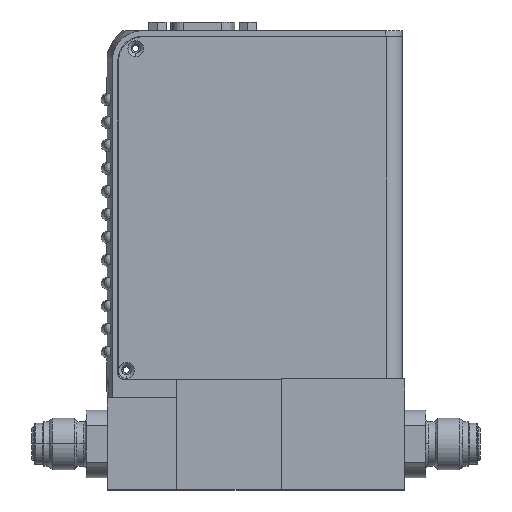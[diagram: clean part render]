
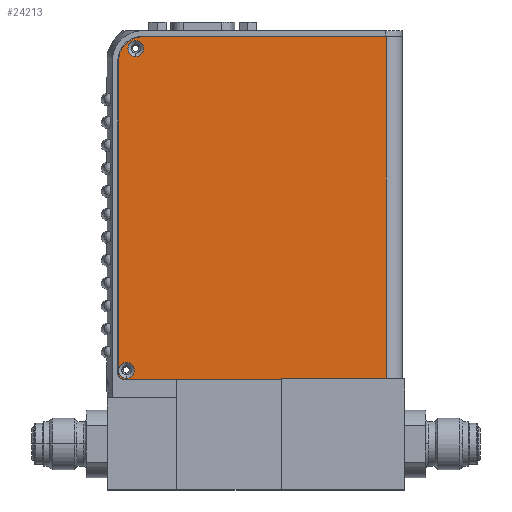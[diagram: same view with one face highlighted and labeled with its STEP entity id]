
A CAD part, top view. The second image highlights one B-rep face of the part: STEP entity #24213.
In plain terms, the highlighted planar face has unit normal (0, 0, 1).
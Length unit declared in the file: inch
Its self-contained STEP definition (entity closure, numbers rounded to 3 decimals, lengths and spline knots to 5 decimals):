
#3934 = CARTESIAN_POINT ( 'NONE',  ( -2.13195, 0.55026, 0.4454 ) ) ;
#3945 = CARTESIAN_POINT ( 'NONE',  ( -2.15695, 0.36626, 0.4454 ) ) ;
#3969 = CARTESIAN_POINT ( 'NONE',  ( -2.21995, 3.82726, 0.4454 ) ) ;
#3977 = CARTESIAN_POINT ( 'NONE',  ( -1.94995, 4.09726, 0.4454 ) ) ;
#4000 = CARTESIAN_POINT ( 'NONE',  ( 0.69905, 4.09726, 0.4454 ) ) ;
#4038 = CARTESIAN_POINT ( 'NONE',  ( 0.69905, 0.36626, 0.4454 ) ) ;
#4044 = CARTESIAN_POINT ( 'NONE',  ( -2.02995, 4.05426, 0.4454 ) ) ;
#4049 = CARTESIAN_POINT ( 'NONE',  ( -2.21995, 0.42926, 0.4454 ) ) ;
#4053 = CARTESIAN_POINT ( 'NONE',  ( -2.13195, 0.37826, 0.4454 ) ) ;
#4062 = CARTESIAN_POINT ( 'NONE',  ( -2.02995, 3.88226, 0.4454 ) ) ;
#6939 = LINE ( 'NONE', #8114, #6941 ) ;
#6941 = VECTOR ( 'NONE', #8121, 39.37008 ) ;
#6969 = CIRCLE ( 'NONE', #23332, 0.086 ) ;
#6974 = CIRCLE ( 'NONE', #23334, 0.086 ) ;
#8114 = CARTESIAN_POINT ( 'NONE',  ( 0.69905, 4.09726, 0.4454 ) ) ;
#8121 = DIRECTION ( 'NONE',  ( 0., -1., 0. ) ) ;
#8192 = CARTESIAN_POINT ( 'NONE',  ( -2.13195, 0.46426, 0.4454 ) ) ;
#8193 = DIRECTION ( 'NONE',  ( 0., 0., 1. ) ) ;
#8194 = DIRECTION ( 'NONE',  ( 0., -1., 0. ) ) ;
#8200 = CARTESIAN_POINT ( 'NONE',  ( -2.02995, 3.96826, 0.4454 ) ) ;
#8201 = DIRECTION ( 'NONE',  ( 0., 0., 1. ) ) ;
#8202 = DIRECTION ( 'NONE',  ( 0., -1., 0. ) ) ;
#8287 = CARTESIAN_POINT ( 'NONE',  ( -2.15695, 0.42926, 0.4454 ) ) ;
#8288 = DIRECTION ( 'NONE',  ( 0., 0., 1. ) ) ;
#8289 = DIRECTION ( 'NONE',  ( -1., 0., 0. ) ) ;
#8721 = CARTESIAN_POINT ( 'NONE',  ( -2.02995, 3.96826, 0.4454 ) ) ;
#8722 = DIRECTION ( 'NONE',  ( 0., 0., 1. ) ) ;
#8723 = DIRECTION ( 'NONE',  ( 0., -1., 0. ) ) ;
#9005 = CIRCLE ( 'NONE', #23348, 0.063 ) ;
#9107 = CIRCLE ( 'NONE', #23368, 0.086 ) ;
#9512 = CIRCLE ( 'NONE', #23473, 0.086 ) ;
#9528 = LINE ( 'NONE', #11711, #9530 ) ;
#9529 = CIRCLE ( 'NONE', #23482, 0.27 ) ;
#9530 = VECTOR ( 'NONE', #11710, 39.37008 ) ;
#9539 = LINE ( 'NONE', #11732, #9541 ) ;
#9541 = VECTOR ( 'NONE', #11733, 39.37008 ) ;
#9586 = LINE ( 'NONE', #12181, #9590 ) ;
#9590 = VECTOR ( 'NONE', #12182, 39.37008 ) ;
#11684 = CARTESIAN_POINT ( 'NONE',  ( -2.13195, 0.46426, 0.4454 ) ) ;
#11685 = DIRECTION ( 'NONE',  ( 0., 0., 1. ) ) ;
#11686 = DIRECTION ( 'NONE',  ( 0., -1., 0. ) ) ;
#11710 = DIRECTION ( 'NONE',  ( 1., 0., 0. ) ) ;
#11711 = CARTESIAN_POINT ( 'NONE',  ( 0.69905, 4.09726, 0.4454 ) ) ;
#11723 = CARTESIAN_POINT ( 'NONE',  ( -1.94995, 3.82726, 0.4454 ) ) ;
#11724 = DIRECTION ( 'NONE',  ( 0., 0., 1. ) ) ;
#11725 = DIRECTION ( 'NONE',  ( -1., 0., 0. ) ) ;
#11732 = CARTESIAN_POINT ( 'NONE',  ( -2.21995, 4.09726, 0.4454 ) ) ;
#11733 = DIRECTION ( 'NONE',  ( 0., -1., 0. ) ) ;
#12181 = CARTESIAN_POINT ( 'NONE',  ( 0.69905, 0.36626, 0.4454 ) ) ;
#12182 = DIRECTION ( 'NONE',  ( 1., 0., 0. ) ) ;
#14517 = FACE_BOUND ( 'NONE', #15577, .T. ) ;
#14518 = FACE_BOUND ( 'NONE', #15665, .T. ) ;
#14520 = FACE_OUTER_BOUND ( 'NONE', #18235, .T. ) ;
#15577 = EDGE_LOOP ( 'NONE', ( #19103, #19104 ) ) ;
#15665 = EDGE_LOOP ( 'NONE', ( #19111, #19112 ) ) ;
#16547 = DIRECTION ( 'NONE',  ( 0., 0., -1. ) ) ;
#16549 = CARTESIAN_POINT ( 'NONE',  ( 0.69905, 4.09726, 0.4454 ) ) ;
#16551 = PLANE ( 'NONE',  #23942 ) ;
#16553 = DIRECTION ( 'NONE',  ( -1., 0., 0. ) ) ;
#18235 = EDGE_LOOP ( 'NONE', ( #19105, #19106, #19107, #19108, #19109, #19110 ) ) ;
#18255 = VERTEX_POINT ( 'NONE', #3934 ) ;
#18266 = VERTEX_POINT ( 'NONE', #3945 ) ;
#18290 = VERTEX_POINT ( 'NONE', #3969 ) ;
#18298 = VERTEX_POINT ( 'NONE', #3977 ) ;
#18321 = VERTEX_POINT ( 'NONE', #4000 ) ;
#18359 = VERTEX_POINT ( 'NONE', #4038 ) ;
#18365 = VERTEX_POINT ( 'NONE', #4044 ) ;
#18370 = VERTEX_POINT ( 'NONE', #4049 ) ;
#18374 = VERTEX_POINT ( 'NONE', #4053 ) ;
#18383 = VERTEX_POINT ( 'NONE', #4062 ) ;
#19103 = ORIENTED_EDGE ( 'NONE', *, *, #20621, .F. ) ;
#19104 = ORIENTED_EDGE ( 'NONE', *, *, #20185, .F. ) ;
#19105 = ORIENTED_EDGE ( 'NONE', *, *, #20642, .T. ) ;
#19106 = ORIENTED_EDGE ( 'NONE', *, *, #20224, .T. ) ;
#19107 = ORIENTED_EDGE ( 'NONE', *, *, #20691, .T. ) ;
#19108 = ORIENTED_EDGE ( 'NONE', *, *, #20161, .F. ) ;
#19109 = ORIENTED_EDGE ( 'NONE', *, *, #20634, .F. ) ;
#19110 = ORIENTED_EDGE ( 'NONE', *, *, #20635, .T. ) ;
#19111 = ORIENTED_EDGE ( 'NONE', *, *, #20300, .F. ) ;
#19112 = ORIENTED_EDGE ( 'NONE', *, *, #20189, .F. ) ;
#20161 = EDGE_CURVE ( 'NONE', #18321, #18359, #6939, .T. ) ;
#20185 = EDGE_CURVE ( 'NONE', #18255, #18374, #6969, .T. ) ;
#20189 = EDGE_CURVE ( 'NONE', #18365, #18383, #6974, .T. ) ;
#20224 = EDGE_CURVE ( 'NONE', #18370, #18266, #9005, .T. ) ;
#20300 = EDGE_CURVE ( 'NONE', #18383, #18365, #9107, .T. ) ;
#20621 = EDGE_CURVE ( 'NONE', #18374, #18255, #9512, .T. ) ;
#20634 = EDGE_CURVE ( 'NONE', #18298, #18321, #9528, .T. ) ;
#20635 = EDGE_CURVE ( 'NONE', #18298, #18290, #9529, .T. ) ;
#20642 = EDGE_CURVE ( 'NONE', #18290, #18370, #9539, .T. ) ;
#20691 = EDGE_CURVE ( 'NONE', #18266, #18359, #9586, .T. ) ;
#23332 = AXIS2_PLACEMENT_3D ( 'NONE', #8192, #8193, #8194 ) ;
#23334 = AXIS2_PLACEMENT_3D ( 'NONE', #8200, #8201, #8202 ) ;
#23348 = AXIS2_PLACEMENT_3D ( 'NONE', #8287, #8288, #8289 ) ;
#23368 = AXIS2_PLACEMENT_3D ( 'NONE', #8721, #8722, #8723 ) ;
#23473 = AXIS2_PLACEMENT_3D ( 'NONE', #11684, #11685, #11686 ) ;
#23482 = AXIS2_PLACEMENT_3D ( 'NONE', #11723, #11724, #11725 ) ;
#23942 = AXIS2_PLACEMENT_3D ( 'NONE', #16549, #16547, #16553 ) ;
#24213 = ADVANCED_FACE ( 'NONE', ( #14517, #14520, #14518 ), #16551, .F. ) ;
